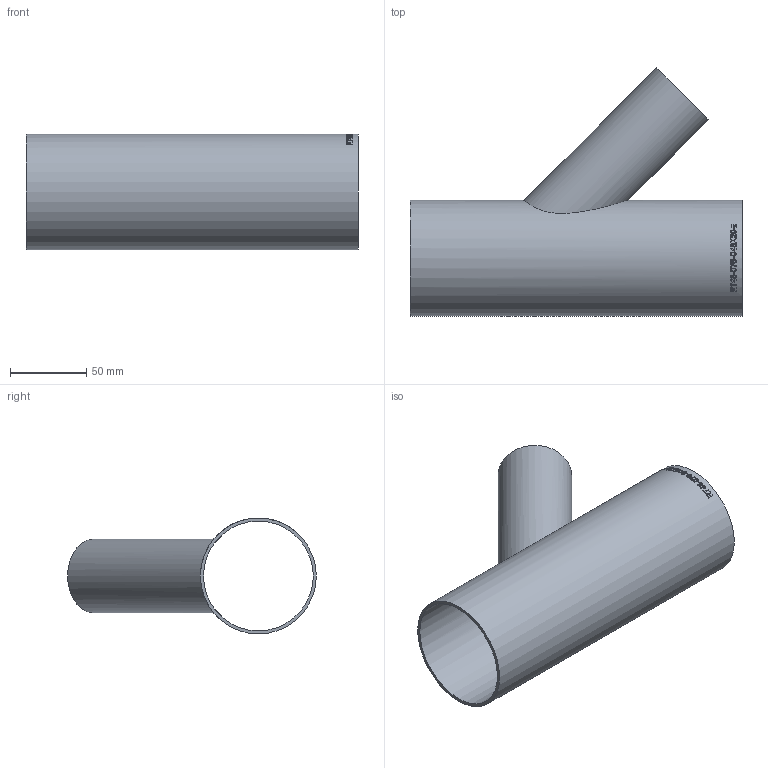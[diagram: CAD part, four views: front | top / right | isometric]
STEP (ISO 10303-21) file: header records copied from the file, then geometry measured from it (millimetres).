
FILE_DESCRIPTION (( 'STEP AP214' ), '1' );
FILE_NAME ('RT45-076-048X20-x T-Stück 45°reduziert Ø76,1 L218 1911.STEP', '2019-11-19T14:06:10', ( '' ), ( '' ), 'SwSTEP 2.0', 'SolidWorks 2016', '' );
FILE_SCHEMA (( 'AUTOMOTIVE_DESIGN' ));
Length unit declared in the file: millimetre
Products named in the file (1): RT45-076-048X20-x T-Stück 45°reduziert Ø76,1 L218  1911
Bounding box: 218 x 163.29 x 76.1 mm (x, y, z)
Volume: 127366.2 mm3; surface area: 128546.9 mm2
Topology: 1 solids, 1 shells, 230 faces, 607 edges, 405 vertices
Faces by surface type: bspline 125, plane 75, cylinder 30
Full cylindrical faces by diameter (mm): 44.3 x1, 48.3 x1, 72.1 x1, 76.1 x1
Entity records: 25907 total; most frequent: CARTESIAN_POINT 18911, ORIENTED_EDGE 1198, EDGE_CURVE 599, DIRECTION 507, VERTEX_POINT 402, B_SPLINE_CURVE_WITH_KNOTS 396, EDGE_LOOP 265, FACE_OUTER_BOUND 234
